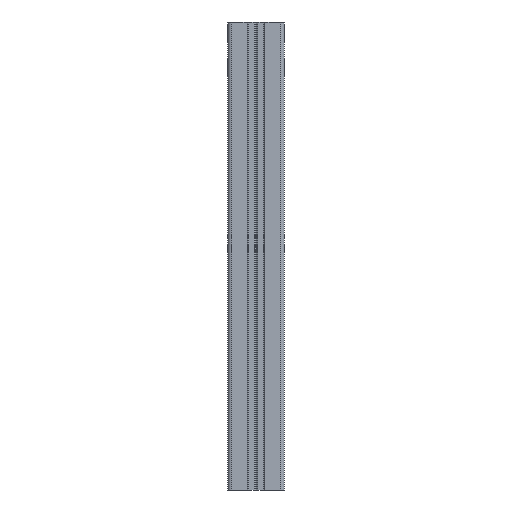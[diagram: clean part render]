
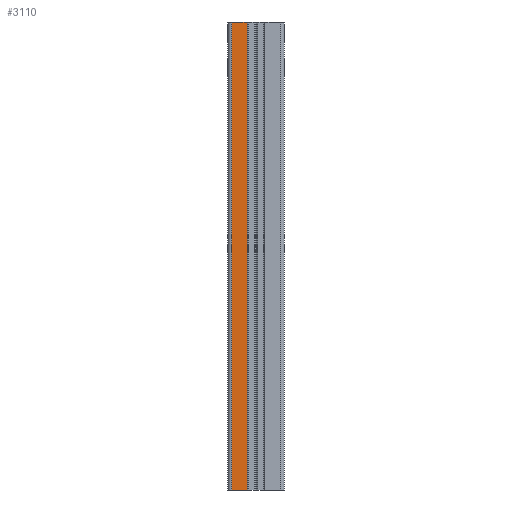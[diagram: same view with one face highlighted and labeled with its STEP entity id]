
A CAD part, left-side view. The second image highlights one B-rep face of the part: STEP entity #3110.
In plain terms, the highlighted planar face has unit normal (-1, 0, 0).
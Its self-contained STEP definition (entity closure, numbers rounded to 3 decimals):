
#37 = ORIENTED_EDGE ( 'NONE', *, *, #3346, .F. ) ;
#41 = EDGE_LOOP ( 'NONE', ( #37, #8974, #20702, #17265 ) ) ;
#126 = LINE ( 'NONE', #13580, #14062 ) ;
#545 = CARTESIAN_POINT ( 'NONE',  ( -15., 4.75, 250. ) ) ;
#903 = DIRECTION ( 'NONE',  ( -1., 0., 0. ) ) ;
#1743 = VERTEX_POINT ( 'NONE', #545 ) ;
#2506 = CARTESIAN_POINT ( 'NONE',  ( -15., 4.75, 0. ) ) ;
#3110 = ADVANCED_FACE ( 'NONE', ( #4337 ), #8149, .T. ) ;
#3346 = EDGE_CURVE ( 'NONE', #12959, #7307, #10698, .T. ) ;
#3804 = CARTESIAN_POINT ( 'NONE',  ( -15., 13., 250. ) ) ;
#4337 = FACE_OUTER_BOUND ( 'NONE', #41, .T. ) ;
#4708 = DIRECTION ( 'NONE',  ( 0., 1., 0. ) ) ;
#5035 = LINE ( 'NONE', #19726, #12650 ) ;
#5469 = EDGE_CURVE ( 'NONE', #6620, #7307, #126, .T. ) ;
#6249 = EDGE_CURVE ( 'NONE', #1743, #12959, #19011, .T. ) ;
#6620 = VERTEX_POINT ( 'NONE', #3804 ) ;
#6974 = AXIS2_PLACEMENT_3D ( 'NONE', #23332, #903, #13874 ) ;
#7307 = VERTEX_POINT ( 'NONE', #8071 ) ;
#8071 = CARTESIAN_POINT ( 'NONE',  ( -15., 13., 0. ) ) ;
#8149 = PLANE ( 'NONE',  #6974 ) ;
#8974 = ORIENTED_EDGE ( 'NONE', *, *, #6249, .F. ) ;
#10698 = LINE ( 'NONE', #14228, #19440 ) ;
#11982 = EDGE_CURVE ( 'NONE', #1743, #6620, #5035, .T. ) ;
#12650 = VECTOR ( 'NONE', #23412, 1000. ) ;
#12959 = VERTEX_POINT ( 'NONE', #2506 ) ;
#13580 = CARTESIAN_POINT ( 'NONE',  ( -15., 13., 250. ) ) ;
#13874 = DIRECTION ( 'NONE',  ( 0., 0., 1. ) ) ;
#14062 = VECTOR ( 'NONE', #22669, 1000. ) ;
#14228 = CARTESIAN_POINT ( 'NONE',  ( -15., 0., 0. ) ) ;
#15571 = DIRECTION ( 'NONE',  ( 0., 0., -1. ) ) ;
#17265 = ORIENTED_EDGE ( 'NONE', *, *, #5469, .T. ) ;
#19011 = LINE ( 'NONE', #22962, #21083 ) ;
#19440 = VECTOR ( 'NONE', #4708, 1000. ) ;
#19726 = CARTESIAN_POINT ( 'NONE',  ( -15., 0., 250. ) ) ;
#20702 = ORIENTED_EDGE ( 'NONE', *, *, #11982, .T. ) ;
#21083 = VECTOR ( 'NONE', #15571, 1000. ) ;
#22669 = DIRECTION ( 'NONE',  ( 0., 0., -1. ) ) ;
#22962 = CARTESIAN_POINT ( 'NONE',  ( -15., 4.75, 250. ) ) ;
#23332 = CARTESIAN_POINT ( 'NONE',  ( -15., 0., 250. ) ) ;
#23412 = DIRECTION ( 'NONE',  ( 0., 1., 0. ) ) ;
